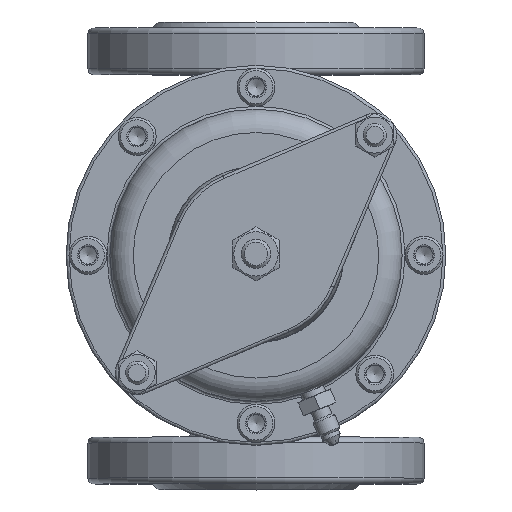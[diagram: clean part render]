
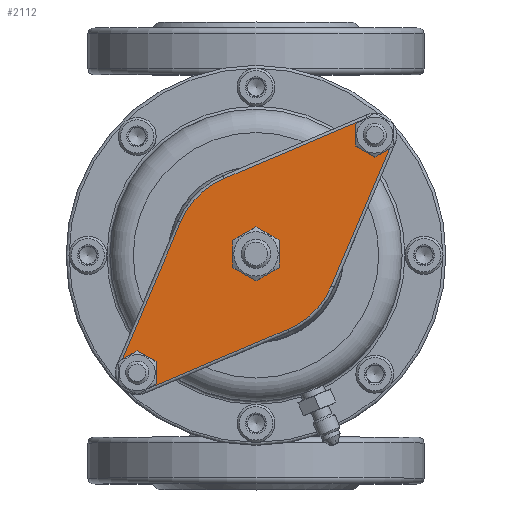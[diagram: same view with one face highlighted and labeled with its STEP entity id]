
A CAD part, top view. The second image highlights one B-rep face of the part: STEP entity #2112.
In plain terms, the highlighted face is planar.
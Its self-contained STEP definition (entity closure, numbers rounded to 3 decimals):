
#2112=ADVANCED_FACE('',(#14614,#14616,#14618,#14620),#14622,.T.);
#14614=FACE_BOUND('',#14615,.T.);
#14615=EDGE_LOOP('',(#17073,#17074,#17075,#17076,#17077,#17078,#17079,#17080));
#14616=FACE_BOUND('',#14617,.T.);
#14617=EDGE_LOOP('',(#17081));
#14618=FACE_BOUND('',#14619,.T.);
#14619=EDGE_LOOP('',(#17082));
#14620=FACE_BOUND('',#14621,.T.);
#14621=EDGE_LOOP('',(#17083));
#14622=PLANE('',#14623);
#14623=AXIS2_PLACEMENT_3D('',#14624,#14625,#14626);
#14624=CARTESIAN_POINT('',(0.,348.5,0.));
#14625=DIRECTION('',(0.,1.,0.));
#14626=DIRECTION('',(0.,0.,1.));
#17073=ORIENTED_EDGE('',*,*,#18886,.T.);
#17074=ORIENTED_EDGE('',*,*,#18887,.T.);
#17075=ORIENTED_EDGE('',*,*,#18888,.T.);
#17076=ORIENTED_EDGE('',*,*,#18889,.T.);
#17077=ORIENTED_EDGE('',*,*,#18890,.T.);
#17078=ORIENTED_EDGE('',*,*,#18891,.T.);
#17079=ORIENTED_EDGE('',*,*,#18892,.T.);
#17080=ORIENTED_EDGE('',*,*,#18893,.T.);
#17081=ORIENTED_EDGE('',*,*,#18894,.T.);
#17082=ORIENTED_EDGE('',*,*,#18895,.T.);
#17083=ORIENTED_EDGE('',*,*,#18896,.T.);
#18886=EDGE_CURVE('',#19845,#19846,#19847,.T.);
#18887=EDGE_CURVE('',#19846,#19848,#19849,.T.);
#18888=EDGE_CURVE('',#19848,#19850,#19851,.T.);
#18889=EDGE_CURVE('',#19850,#19852,#19853,.T.);
#18890=EDGE_CURVE('',#19852,#19854,#19855,.T.);
#18891=EDGE_CURVE('',#19854,#19856,#19857,.T.);
#18892=EDGE_CURVE('',#19856,#19858,#19859,.T.);
#18893=EDGE_CURVE('',#19858,#19845,#19860,.T.);
#18894=EDGE_CURVE('',#19861,#19861,#19862,.F.);
#18895=EDGE_CURVE('',#19863,#19863,#19864,.F.);
#18896=EDGE_CURVE('',#19865,#19865,#19866,.F.);
#19845=VERTEX_POINT('',#27545);
#19846=VERTEX_POINT('',#27546);
#19847=LINE('',#27547,#27548);
#19848=VERTEX_POINT('',#27550);
#19849=CIRCLE('',#27551,28.);
#19850=VERTEX_POINT('',#27555);
#19851=LINE('',#27556,#27557);
#19852=VERTEX_POINT('',#27559);
#19853=CIRCLE('',#27560,6.5);
#19854=VERTEX_POINT('',#27564);
#19855=LINE('',#27565,#27566);
#19856=VERTEX_POINT('',#27568);
#19857=CIRCLE('',#27569,28.);
#19858=VERTEX_POINT('',#27573);
#19859=LINE('',#27574,#27575);
#19860=CIRCLE('',#27577,6.5);
#19861=VERTEX_POINT('',#27581);
#19862=CIRCLE('',#27582,5.);
#19863=VERTEX_POINT('',#27586);
#19864=CIRCLE('',#27587,6.);
#19865=VERTEX_POINT('',#27591);
#19866=CIRCLE('',#27592,5.);
#27545=CARTESIAN_POINT('',(-38.114,348.5,46.64));
#27546=CARTESIAN_POINT('',(10.96,348.5,25.766));
#27547=CARTESIAN_POINT('',(-38.114,348.5,46.64));
#27548=VECTOR('',#27549,1.);
#27549=DIRECTION('',(0.92,0.,-0.391));
#27550=CARTESIAN_POINT('',(25.766,348.5,10.96));
#27551=AXIS2_PLACEMENT_3D('',#27552,#27553,#27554);
#27552=CARTESIAN_POINT('',(0.,348.5,0.));
#27553=DIRECTION('',(0.,1.,0.));
#27554=DIRECTION('',(0.391,0.,0.92));
#27555=CARTESIAN_POINT('',(46.64,348.5,-38.114));
#27556=CARTESIAN_POINT('',(25.766,348.5,10.96));
#27557=VECTOR('',#27558,1.);
#27558=DIRECTION('',(0.391,0.,-0.92));
#27559=CARTESIAN_POINT('',(38.114,348.5,-46.64));
#27560=AXIS2_PLACEMENT_3D('',#27561,#27562,#27563);
#27561=CARTESIAN_POINT('',(40.659,348.5,-40.659));
#27562=DIRECTION('',(0.,1.,0.));
#27563=DIRECTION('',(0.92,0.,0.391));
#27564=CARTESIAN_POINT('',(-10.96,348.5,-25.766));
#27565=CARTESIAN_POINT('',(38.114,348.5,-46.64));
#27566=VECTOR('',#27567,1.);
#27567=DIRECTION('',(-0.92,0.,0.391));
#27568=CARTESIAN_POINT('',(-25.766,348.5,-10.96));
#27569=AXIS2_PLACEMENT_3D('',#27570,#27571,#27572);
#27570=CARTESIAN_POINT('',(0.,348.5,0.));
#27571=DIRECTION('',(0.,1.,0.));
#27572=DIRECTION('',(-0.391,0.,-0.92));
#27573=CARTESIAN_POINT('',(-46.64,348.5,38.114));
#27574=CARTESIAN_POINT('',(-25.766,348.5,-10.96));
#27575=VECTOR('',#27576,1.);
#27576=DIRECTION('',(-0.391,0.,0.92));
#27577=AXIS2_PLACEMENT_3D('',#27578,#27579,#27580);
#27578=CARTESIAN_POINT('',(-40.659,348.5,40.659));
#27579=DIRECTION('',(0.,1.,0.));
#27580=DIRECTION('',(-0.92,0.,-0.391));
#27581=CARTESIAN_POINT('',(-40.659,348.5,45.659));
#27582=AXIS2_PLACEMENT_3D('',#27583,#27584,#27585);
#27583=CARTESIAN_POINT('',(-40.659,348.5,40.659));
#27584=DIRECTION('',(0.,1.,0.));
#27585=DIRECTION('',(0.,0.,1.));
#27586=CARTESIAN_POINT('',(0.,348.5,6.));
#27587=AXIS2_PLACEMENT_3D('',#27588,#27589,#27590);
#27588=CARTESIAN_POINT('',(0.,348.5,0.));
#27589=DIRECTION('',(0.,1.,0.));
#27590=DIRECTION('',(0.,0.,1.));
#27591=CARTESIAN_POINT('',(40.659,348.5,-35.659));
#27592=AXIS2_PLACEMENT_3D('',#27593,#27594,#27595);
#27593=CARTESIAN_POINT('',(40.659,348.5,-40.659));
#27594=DIRECTION('',(0.,1.,0.));
#27595=DIRECTION('',(0.,0.,1.));
